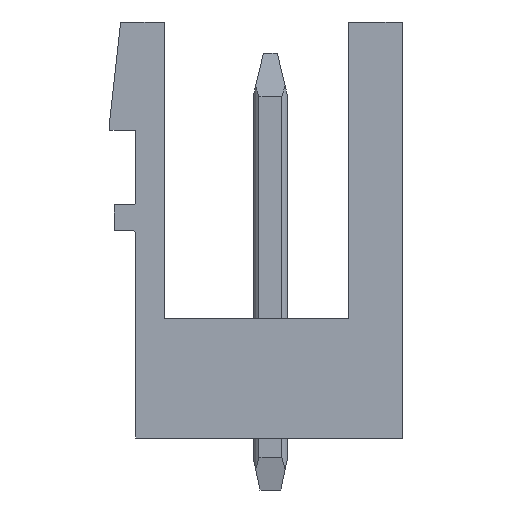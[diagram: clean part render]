
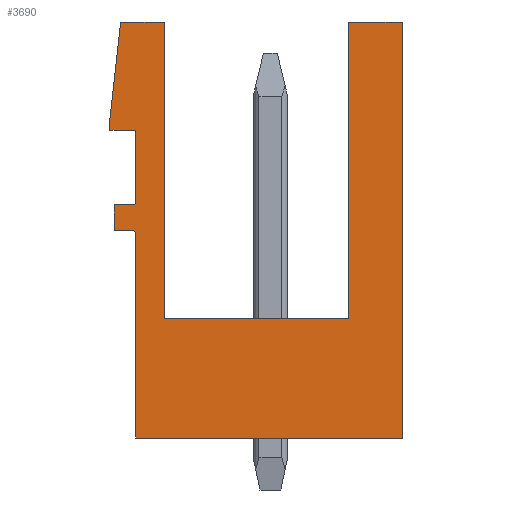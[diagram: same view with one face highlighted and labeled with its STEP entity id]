
A CAD part, left-side view. The second image highlights one B-rep face of the part: STEP entity #3690.
In plain terms, the highlighted planar face has unit normal (-1, 0, 0).
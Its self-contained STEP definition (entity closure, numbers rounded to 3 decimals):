
#2404=AXIS2_PLACEMENT_3D('Circle Axis2P3D',#2402,#2403,$) ;
#2528=AXIS2_PLACEMENT_3D('Circle Axis2P3D',#2526,#2527,$) ;
#3645=AXIS2_PLACEMENT_3D('Plane Axis2P3D',#3642,#3643,#3644) ;
#49=CARTESIAN_POINT('Vertex',(0.,0.,13.5)) ;
#52=CARTESIAN_POINT('Line Origine',(0.,0.,7.5)) ;
#56=CARTESIAN_POINT('Vertex',(0.,0.,1.5)) ;
#89=CARTESIAN_POINT('Vertex',(0.,8.12,13.5)) ;
#92=CARTESIAN_POINT('Line Origine',(0.,7.49,13.5)) ;
#96=CARTESIAN_POINT('Vertex',(0.,6.86,13.5)) ;
#1255=CARTESIAN_POINT('Line Origine',(0.,0.77,13.5)) ;
#1259=CARTESIAN_POINT('Vertex',(0.,1.54,13.5)) ;
#1675=CARTESIAN_POINT('Vertex',(0.,8.43,10.38)) ;
#1678=CARTESIAN_POINT('Line Origine',(0.,8.43,10.54)) ;
#1682=CARTESIAN_POINT('Vertex',(0.,8.43,10.7)) ;
#1937=CARTESIAN_POINT('Vertex',(0.,7.68,10.38)) ;
#1940=CARTESIAN_POINT('Line Origine',(0.,8.055,10.38)) ;
#2285=CARTESIAN_POINT('Vertex',(0.,7.68,8.33)) ;
#2288=CARTESIAN_POINT('Line Origine',(0.,7.68,9.355)) ;
#2399=CARTESIAN_POINT('Vertex',(0.,7.78,8.23)) ;
#2402=CARTESIAN_POINT('Axis2P3D Location',(0.,7.78,8.33)) ;
#2430=CARTESIAN_POINT('Vertex',(0.,8.3,8.23)) ;
#2433=CARTESIAN_POINT('Line Origine',(0.,8.04,8.23)) ;
#2461=CARTESIAN_POINT('Vertex',(0.,8.3,7.48)) ;
#2464=CARTESIAN_POINT('Line Origine',(0.,8.3,7.855)) ;
#2492=CARTESIAN_POINT('Vertex',(0.,7.78,7.48)) ;
#2495=CARTESIAN_POINT('Line Origine',(0.,8.04,7.48)) ;
#2523=CARTESIAN_POINT('Vertex',(0.,7.68,7.38)) ;
#2526=CARTESIAN_POINT('Axis2P3D Location',(0.,7.78,7.38)) ;
#2549=CARTESIAN_POINT('Vertex',(0.,7.68,1.5)) ;
#2552=CARTESIAN_POINT('Line Origine',(0.,7.68,4.44)) ;
#2574=CARTESIAN_POINT('Line Origine',(0.,3.84,1.5)) ;
#3642=CARTESIAN_POINT('Axis2P3D Location',(0.,0.,0.)) ;
#3647=CARTESIAN_POINT('Line Origine',(0.,8.275,12.1)) ;
#3652=CARTESIAN_POINT('Line Origine',(0.,1.54,9.225)) ;
#3656=CARTESIAN_POINT('Vertex',(0.,1.54,4.95)) ;
#3659=CARTESIAN_POINT('Line Origine',(0.,4.2,4.95)) ;
#3663=CARTESIAN_POINT('Vertex',(0.,6.86,4.95)) ;
#3666=CARTESIAN_POINT('Line Origine',(0.,6.86,9.225)) ;
#53=DIRECTION('Vector Direction',(0.,0.,1.)) ;
#93=DIRECTION('Vector Direction',(0.,-1.,0.)) ;
#1256=DIRECTION('Vector Direction',(0.,-1.,0.)) ;
#1679=DIRECTION('Vector Direction',(0.,0.,1.)) ;
#1941=DIRECTION('Vector Direction',(0.,1.,0.)) ;
#2289=DIRECTION('Vector Direction',(0.,0.,1.)) ;
#2403=DIRECTION('Axis2P3D Direction',(-1.,0.,0.)) ;
#2434=DIRECTION('Vector Direction',(0.,-1.,0.)) ;
#2465=DIRECTION('Vector Direction',(0.,0.,1.)) ;
#2496=DIRECTION('Vector Direction',(0.,1.,0.)) ;
#2527=DIRECTION('Axis2P3D Direction',(-1.,0.,0.)) ;
#2553=DIRECTION('Vector Direction',(0.,0.,-1.)) ;
#2575=DIRECTION('Vector Direction',(0.,1.,0.)) ;
#3643=DIRECTION('Axis2P3D Direction',(-1.,0.,0.)) ;
#3644=DIRECTION('Axis2P3D XDirection',(0.,0.,1.)) ;
#3648=DIRECTION('Vector Direction',(0.,-0.11,0.994)) ;
#3653=DIRECTION('Vector Direction',(0.,0.,-1.)) ;
#3660=DIRECTION('Vector Direction',(0.,-1.,0.)) ;
#3667=DIRECTION('Vector Direction',(0.,0.,-1.)) ;
#54=VECTOR('Line Direction',#53,1.) ;
#94=VECTOR('Line Direction',#93,1.) ;
#1257=VECTOR('Line Direction',#1256,1.) ;
#1680=VECTOR('Line Direction',#1679,1.) ;
#1942=VECTOR('Line Direction',#1941,1.) ;
#2290=VECTOR('Line Direction',#2289,1.) ;
#2435=VECTOR('Line Direction',#2434,1.) ;
#2466=VECTOR('Line Direction',#2465,1.) ;
#2497=VECTOR('Line Direction',#2496,1.) ;
#2554=VECTOR('Line Direction',#2553,1.) ;
#2576=VECTOR('Line Direction',#2575,1.) ;
#3649=VECTOR('Line Direction',#3648,1.) ;
#3654=VECTOR('Line Direction',#3653,1.) ;
#3661=VECTOR('Line Direction',#3660,1.) ;
#3668=VECTOR('Line Direction',#3667,1.) ;
#3672=ORIENTED_EDGE('',*,*,#98,.T.) ;
#3673=ORIENTED_EDGE('',*,*,#3651,.F.) ;
#3674=ORIENTED_EDGE('',*,*,#1684,.T.) ;
#3675=ORIENTED_EDGE('',*,*,#1944,.T.) ;
#3676=ORIENTED_EDGE('',*,*,#2292,.T.) ;
#3677=ORIENTED_EDGE('',*,*,#2406,.T.) ;
#3678=ORIENTED_EDGE('',*,*,#2437,.T.) ;
#3679=ORIENTED_EDGE('',*,*,#2468,.T.) ;
#3680=ORIENTED_EDGE('',*,*,#2499,.T.) ;
#3681=ORIENTED_EDGE('',*,*,#2530,.T.) ;
#3682=ORIENTED_EDGE('',*,*,#2556,.T.) ;
#3683=ORIENTED_EDGE('',*,*,#2578,.T.) ;
#3684=ORIENTED_EDGE('',*,*,#58,.T.) ;
#3685=ORIENTED_EDGE('',*,*,#1261,.T.) ;
#3686=ORIENTED_EDGE('',*,*,#3658,.T.) ;
#3687=ORIENTED_EDGE('',*,*,#3665,.F.) ;
#3688=ORIENTED_EDGE('',*,*,#3670,.F.) ;
#3690=ADVANCED_FACE('HOUSING',(#3689),#3646,.T.) ;
#2405=CIRCLE('generated circle',#2404,0.1) ;
#2529=CIRCLE('generated circle',#2528,0.1) ;
#58=EDGE_CURVE('',#57,#50,#55,.T.) ;
#98=EDGE_CURVE('',#97,#90,#95,.F.) ;
#1261=EDGE_CURVE('',#50,#1260,#1258,.F.) ;
#1684=EDGE_CURVE('',#1683,#1676,#1681,.F.) ;
#1944=EDGE_CURVE('',#1676,#1938,#1943,.F.) ;
#2292=EDGE_CURVE('',#1938,#2286,#2291,.F.) ;
#2406=EDGE_CURVE('',#2286,#2400,#2405,.F.) ;
#2437=EDGE_CURVE('',#2400,#2431,#2436,.F.) ;
#2468=EDGE_CURVE('',#2431,#2462,#2467,.F.) ;
#2499=EDGE_CURVE('',#2462,#2493,#2498,.F.) ;
#2530=EDGE_CURVE('',#2493,#2524,#2529,.F.) ;
#2556=EDGE_CURVE('',#2524,#2550,#2555,.T.) ;
#2578=EDGE_CURVE('',#2550,#57,#2577,.F.) ;
#3651=EDGE_CURVE('',#1683,#90,#3650,.T.) ;
#3658=EDGE_CURVE('',#1260,#3657,#3655,.T.) ;
#3665=EDGE_CURVE('',#3664,#3657,#3662,.T.) ;
#3670=EDGE_CURVE('',#97,#3664,#3669,.T.) ;
#3671=EDGE_LOOP('',(#3672,#3673,#3674,#3675,#3676,#3677,#3678,#3679,#3680,#3681,#3682,#3683,#3684,#3685,#3686,#3687,#3688)) ;
#3689=FACE_OUTER_BOUND('',#3671,.T.) ;
#55=LINE('Line',#52,#54) ;
#95=LINE('Line',#92,#94) ;
#1258=LINE('Line',#1255,#1257) ;
#1681=LINE('Line',#1678,#1680) ;
#1943=LINE('Line',#1940,#1942) ;
#2291=LINE('Line',#2288,#2290) ;
#2436=LINE('Line',#2433,#2435) ;
#2467=LINE('Line',#2464,#2466) ;
#2498=LINE('Line',#2495,#2497) ;
#2555=LINE('Line',#2552,#2554) ;
#2577=LINE('Line',#2574,#2576) ;
#3650=LINE('Line',#3647,#3649) ;
#3655=LINE('Line',#3652,#3654) ;
#3662=LINE('Line',#3659,#3661) ;
#3669=LINE('Line',#3666,#3668) ;
#3646=PLANE('',#3645) ;
#50=VERTEX_POINT('',#49) ;
#57=VERTEX_POINT('',#56) ;
#90=VERTEX_POINT('',#89) ;
#97=VERTEX_POINT('',#96) ;
#1260=VERTEX_POINT('',#1259) ;
#1676=VERTEX_POINT('',#1675) ;
#1683=VERTEX_POINT('',#1682) ;
#1938=VERTEX_POINT('',#1937) ;
#2286=VERTEX_POINT('',#2285) ;
#2400=VERTEX_POINT('',#2399) ;
#2431=VERTEX_POINT('',#2430) ;
#2462=VERTEX_POINT('',#2461) ;
#2493=VERTEX_POINT('',#2492) ;
#2524=VERTEX_POINT('',#2523) ;
#2550=VERTEX_POINT('',#2549) ;
#3657=VERTEX_POINT('',#3656) ;
#3664=VERTEX_POINT('',#3663) ;
